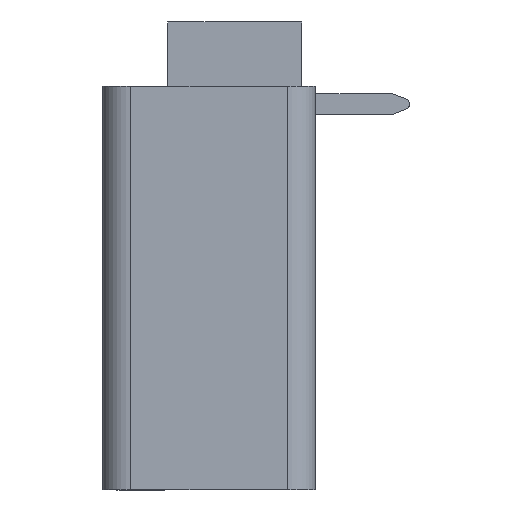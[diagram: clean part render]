
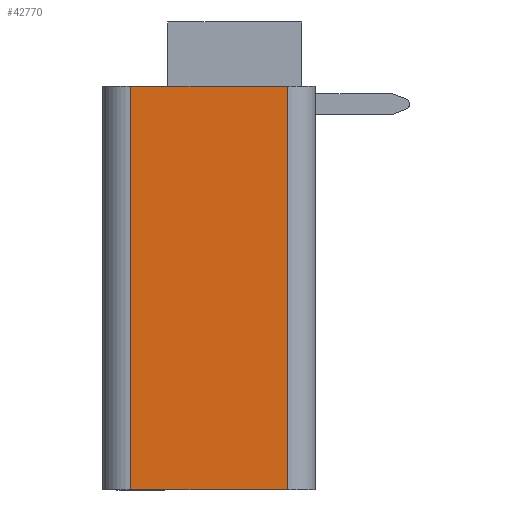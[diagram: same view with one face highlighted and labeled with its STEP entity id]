
A CAD part, left-side view. The second image highlights one B-rep face of the part: STEP entity #42770.
In plain terms, the highlighted planar face has unit normal (-1, 0, 0).
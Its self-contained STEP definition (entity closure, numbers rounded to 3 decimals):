
#210=CARTESIAN_POINT('',(-15.922,32.385,0.));
#220=VERTEX_POINT('',#210);
#250=CARTESIAN_POINT('',(-15.922,0.,0.));
#260=DIRECTION('',(0.,1.,0.));
#270=VECTOR('',#260,1.);
#280=LINE('',#250,#270);
#290=CARTESIAN_POINT('',(-15.922,26.885,0.));
#300=VERTEX_POINT('',#290);
#310=EDGE_CURVE('',#300,#220,#280,.T.);
#42400=CARTESIAN_POINT('',(-15.922,32.385,14.2));
#42410=VERTEX_POINT('',#42400);
#42440=CARTESIAN_POINT('',(-15.922,32.385,0.));
#42450=DIRECTION('',(0.,0.,1.));
#42460=VECTOR('',#42450,1.);
#42470=LINE('',#42440,#42460);
#42480=EDGE_CURVE('',#220,#42410,#42470,.T.);
#42540=CARTESIAN_POINT('',(-15.922,26.885,0.));
#42550=DIRECTION('',(-1.,0.,0.));
#42560=DIRECTION('',(0.,1.,0.));
#42570=AXIS2_PLACEMENT_3D('',#42540,#42550,#42560);
#42580=PLANE('',#42570);
#42590=ORIENTED_EDGE('',*,*,#42480,.F.);
#42600=CARTESIAN_POINT('',(-15.922,0.,14.2));
#42610=DIRECTION('',(0.,-1.,0.));
#42620=VECTOR('',#42610,1.);
#42630=LINE('',#42600,#42620);
#42640=CARTESIAN_POINT('',(-15.922,26.885,14.2));
#42650=VERTEX_POINT('',#42640);
#42660=EDGE_CURVE('',#42410,#42650,#42630,.T.);
#42670=ORIENTED_EDGE('',*,*,#42660,.F.);
#42680=CARTESIAN_POINT('',(-15.922,26.885,0.));
#42690=DIRECTION('',(0.,0.,1.));
#42700=VECTOR('',#42690,1.);
#42710=LINE('',#42680,#42700);
#42720=EDGE_CURVE('',#300,#42650,#42710,.T.);
#42730=ORIENTED_EDGE('',*,*,#42720,.T.);
#42740=ORIENTED_EDGE('',*,*,#310,.F.);
#42750=EDGE_LOOP('',(#42740,#42730,#42670,#42590));
#42760=FACE_OUTER_BOUND('',#42750,.T.);
#42770=ADVANCED_FACE('',(#42760),#42580,.T.);
